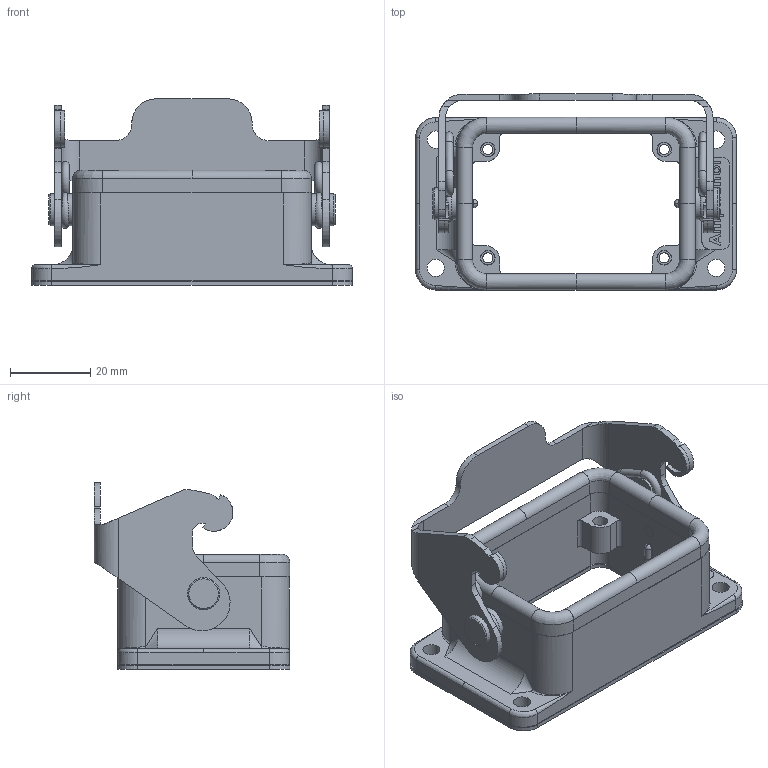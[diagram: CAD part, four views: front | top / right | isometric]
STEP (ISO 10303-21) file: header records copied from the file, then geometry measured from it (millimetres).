
FILE_DESCRIPTION(/* description */ (''),/* implementation_level */ '2;1');
FILE_NAME(/* name */ 'c146 10f006 000 1nxc001-03.stp',/* time_stamp */ '2019-08-01T08:27:26+02:00',/* author */ (''),/* organization */ (''),/* preprocessor_version */ 'ST-DEVELOPER v16.7',/* originating_system */ 'SIEMENS PLM Software NX 12.0',/* authorisation */ '');
FILE_SCHEMA (('AUTOMOTIVE_DESIGN { 1 0 10303 214 3 1 1 1 }'));
Length unit declared in the file: millimetre
Products named in the file (1): c146 10f006 000 1nxc001-03
Bounding box: 80 x 48.8 x 46.43 mm (x, y, z)
Volume: 29551.9 mm3; surface area: 22500.6 mm2
Topology: 1 solids, 3 shells, 529 faces, 1441 edges, 933 vertices
Faces by surface type: plane 232, cylinder 138, bspline 131, torus 12, cone 6, extrusion 6, revolution 4
Full cylindrical faces by diameter (mm): 2 x2, 2.5 x4, 2.95 x4, 4.3 x4, 4.5 x4, 4.8 x2, 4.9 x2, 8 x4
Entity records: 18152 total; most frequent: CARTESIAN_POINT 6004, ORIENTED_EDGE 2726, DIRECTION 2213, EDGE_CURVE 1363, VERTEX_POINT 911, VECTOR 737, AXIS2_PLACEMENT_3D 736, LINE 731
